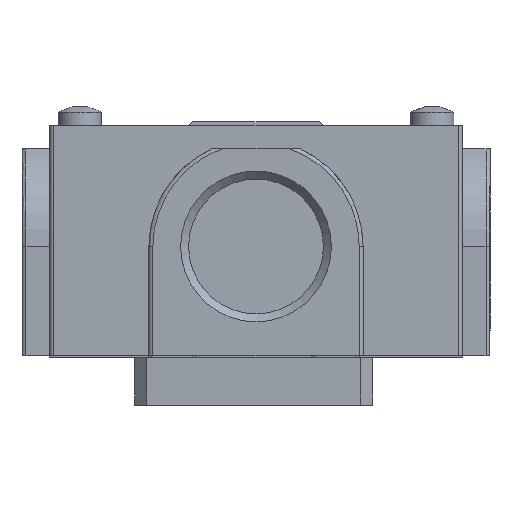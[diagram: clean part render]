
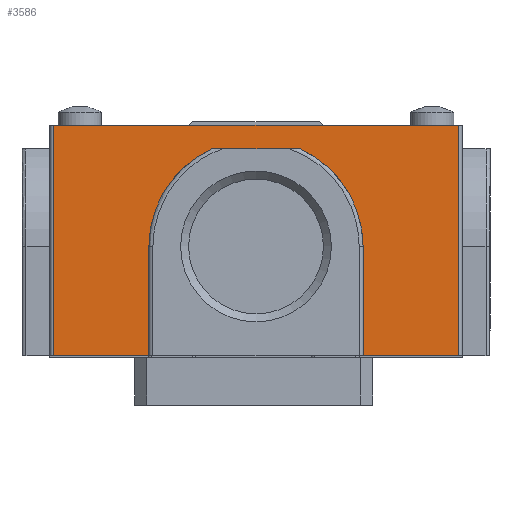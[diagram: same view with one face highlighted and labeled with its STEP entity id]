
A CAD part, front view. The second image highlights one B-rep face of the part: STEP entity #3586.
In plain terms, the highlighted planar face has unit normal (0, -1, 0).
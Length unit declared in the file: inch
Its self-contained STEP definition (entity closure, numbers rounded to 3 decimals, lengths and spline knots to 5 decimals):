
#76 = CARTESIAN_POINT ( 'NONE',  ( -0.5315, -2.00787, 0. ) ) ;
#118 = DIRECTION ( 'NONE',  ( 1., 0., 0. ) ) ;
#297 = EDGE_CURVE ( 'NONE', #9211, #12927, #11451, .T. ) ;
#466 = DIRECTION ( 'NONE',  ( -1., 0., 0. ) ) ;
#1258 = ORIENTED_EDGE ( 'NONE', *, *, #10301, .T. ) ;
#1260 = DIRECTION ( 'NONE',  ( 0., 0., 1. ) ) ;
#1370 = ORIENTED_EDGE ( 'NONE', *, *, #9248, .T. ) ;
#1426 = VERTEX_POINT ( 'NONE', #3862 ) ;
#1957 = CARTESIAN_POINT ( 'NONE',  ( 0., -2.00787, 0.55118 ) ) ;
#2011 = CARTESIAN_POINT ( 'NONE',  ( -1.00394, -2.00787, 1.15354 ) ) ;
#2020 = DIRECTION ( 'NONE',  ( -1., 0., 0. ) ) ;
#2278 = CARTESIAN_POINT ( 'NONE',  ( 1.00394, -2.00787, 0. ) ) ;
#2331 = VECTOR ( 'NONE', #10182, 39.37008 ) ;
#2423 = ORIENTED_EDGE ( 'NONE', *, *, #7517, .T. ) ;
#2424 = VERTEX_POINT ( 'NONE', #2011 ) ;
#2522 = DIRECTION ( 'NONE',  ( 1., 0., 0. ) ) ;
#2578 = CARTESIAN_POINT ( 'NONE',  ( 1.02362, -2.00787, 1.15354 ) ) ;
#2802 = VECTOR ( 'NONE', #466, 39.37008 ) ;
#3027 = LINE ( 'NONE', #5102, #10253 ) ;
#3319 = AXIS2_PLACEMENT_3D ( 'NONE', #6834, #6075, #2020 ) ;
#3492 = DIRECTION ( 'NONE',  ( 1., 0., 0. ) ) ;
#3586 = ADVANCED_FACE ( 'NONE', ( #6978 ), #8003, .T. ) ;
#3626 = ORIENTED_EDGE ( 'NONE', *, *, #5902, .T. ) ;
#3761 = EDGE_LOOP ( 'NONE', ( #1370, #10390, #8358, #2423, #7353, #7551, #8170, #1258, #3626, #11861 ) ) ;
#3862 = CARTESIAN_POINT ( 'NONE',  ( 1.00394, -2.00787, 0.00984 ) ) ;
#4006 = CARTESIAN_POINT ( 'NONE',  ( -1.00394, -2.00787, 0. ) ) ;
#4064 = CARTESIAN_POINT ( 'NONE',  ( 1.00394, -2.00787, 1.15354 ) ) ;
#4072 = CARTESIAN_POINT ( 'NONE',  ( 0.5315, -2.00787, 0.00984 ) ) ;
#4413 = VERTEX_POINT ( 'NONE', #4064 ) ;
#4446 = EDGE_CURVE ( 'NONE', #12477, #9211, #3027, .T. ) ;
#4587 = LINE ( 'NONE', #2578, #2802 ) ;
#5102 = CARTESIAN_POINT ( 'NONE',  ( 1.02362, -2.00787, 1.03543 ) ) ;
#5301 = AXIS2_PLACEMENT_3D ( 'NONE', #8120, #11102, #5331 ) ;
#5331 = DIRECTION ( 'NONE',  ( 1., 0., 0. ) ) ;
#5494 = DIRECTION ( 'NONE',  ( 0., 0., -1. ) ) ;
#5714 = VERTEX_POINT ( 'NONE', #7916 ) ;
#5902 = EDGE_CURVE ( 'NONE', #10233, #1426, #10746, .T. ) ;
#6075 = DIRECTION ( 'NONE',  ( 0., -1., 0. ) ) ;
#6261 = LINE ( 'NONE', #2278, #10948 ) ;
#6331 = CIRCLE ( 'NONE', #5301, 0.5315 ) ;
#6779 = DIRECTION ( 'NONE',  ( 0., 1., 0. ) ) ;
#6834 = CARTESIAN_POINT ( 'NONE',  ( 1.02362, -2.00787, 0. ) ) ;
#6978 = FACE_OUTER_BOUND ( 'NONE', #3761, .T. ) ;
#6980 = EDGE_CURVE ( 'NONE', #2424, #11535, #9247, .T. ) ;
#7009 = DIRECTION ( 'NONE',  ( 0., 0., -1. ) ) ;
#7353 = ORIENTED_EDGE ( 'NONE', *, *, #9093, .T. ) ;
#7517 = EDGE_CURVE ( 'NONE', #5714, #9473, #8053, .T. ) ;
#7551 = ORIENTED_EDGE ( 'NONE', *, *, #4446, .T. ) ;
#7602 = CARTESIAN_POINT ( 'NONE',  ( -0.5315, -2.00787, 0.55118 ) ) ;
#7916 = CARTESIAN_POINT ( 'NONE',  ( -0.5315, -2.00787, 0.00984 ) ) ;
#8003 = PLANE ( 'NONE',  #3319 ) ;
#8053 = LINE ( 'NONE', #76, #2331 ) ;
#8066 = LINE ( 'NONE', #12074, #8395 ) ;
#8120 = CARTESIAN_POINT ( 'NONE',  ( 0., -2.00787, 0.55118 ) ) ;
#8170 = ORIENTED_EDGE ( 'NONE', *, *, #297, .T. ) ;
#8347 = LINE ( 'NONE', #9530, #10771 ) ;
#8358 = ORIENTED_EDGE ( 'NONE', *, *, #9233, .T. ) ;
#8395 = VECTOR ( 'NONE', #3492, 39.37008 ) ;
#8566 = VECTOR ( 'NONE', #7009, 39.37008 ) ;
#8830 = EDGE_CURVE ( 'NONE', #1426, #4413, #6261, .T. ) ;
#9071 = VECTOR ( 'NONE', #2522, 39.37008 ) ;
#9093 = EDGE_CURVE ( 'NONE', #9473, #12477, #6331, .T. ) ;
#9211 = VERTEX_POINT ( 'NONE', #11285 ) ;
#9233 = EDGE_CURVE ( 'NONE', #11535, #5714, #8066, .T. ) ;
#9247 = LINE ( 'NONE', #4006, #8566 ) ;
#9248 = EDGE_CURVE ( 'NONE', #4413, #2424, #4587, .T. ) ;
#9473 = VERTEX_POINT ( 'NONE', #7602 ) ;
#9530 = CARTESIAN_POINT ( 'NONE',  ( 0.5315, -2.00787, 0. ) ) ;
#9702 = CARTESIAN_POINT ( 'NONE',  ( 3.64817, -2.00787, 0.00984 ) ) ;
#9776 = CARTESIAN_POINT ( 'NONE',  ( -0.21906, -2.00787, 1.03543 ) ) ;
#10017 = AXIS2_PLACEMENT_3D ( 'NONE', #1957, #6779, #12622 ) ;
#10133 = CARTESIAN_POINT ( 'NONE',  ( 0.5315, -2.00787, 0.55118 ) ) ;
#10182 = DIRECTION ( 'NONE',  ( 0., 0., 1. ) ) ;
#10233 = VERTEX_POINT ( 'NONE', #4072 ) ;
#10253 = VECTOR ( 'NONE', #118, 39.37008 ) ;
#10301 = EDGE_CURVE ( 'NONE', #12927, #10233, #8347, .T. ) ;
#10390 = ORIENTED_EDGE ( 'NONE', *, *, #6980, .T. ) ;
#10746 = LINE ( 'NONE', #9702, #9071 ) ;
#10771 = VECTOR ( 'NONE', #5494, 39.37008 ) ;
#10851 = CARTESIAN_POINT ( 'NONE',  ( -1.00394, -2.00787, 0.00984 ) ) ;
#10948 = VECTOR ( 'NONE', #1260, 39.37008 ) ;
#11102 = DIRECTION ( 'NONE',  ( 0., 1., 0. ) ) ;
#11285 = CARTESIAN_POINT ( 'NONE',  ( 0.21906, -2.00787, 1.03543 ) ) ;
#11451 = CIRCLE ( 'NONE', #10017, 0.5315 ) ;
#11535 = VERTEX_POINT ( 'NONE', #10851 ) ;
#11861 = ORIENTED_EDGE ( 'NONE', *, *, #8830, .T. ) ;
#12074 = CARTESIAN_POINT ( 'NONE',  ( 3.64817, -2.00787, 0.00984 ) ) ;
#12477 = VERTEX_POINT ( 'NONE', #9776 ) ;
#12622 = DIRECTION ( 'NONE',  ( 1., 0., 0. ) ) ;
#12927 = VERTEX_POINT ( 'NONE', #10133 ) ;
